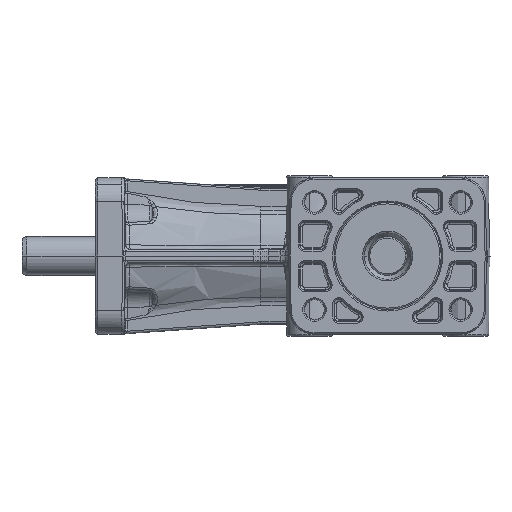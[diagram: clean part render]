
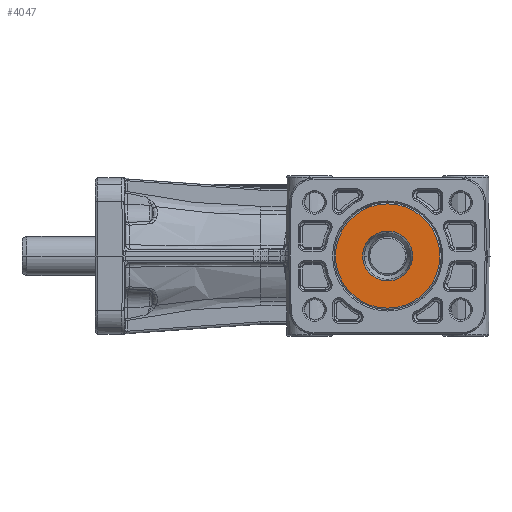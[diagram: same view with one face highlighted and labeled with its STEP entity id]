
A CAD part, left-side view. The second image highlights one B-rep face of the part: STEP entity #4047.
In plain terms, the highlighted planar face has unit normal (-1, 0, 0).
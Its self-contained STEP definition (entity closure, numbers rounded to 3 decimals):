
#4047=ADVANCED_FACE('',(#10397,#10398),#10399,.T.);
#10397=FACE_OUTER_BOUND('',#20789,.T.);
#10398=FACE_BOUND('',#20790,.T.);
#10399=PLANE('',#20791);
#20789=EDGE_LOOP('',(#108795,#108796,#108797));
#20790=EDGE_LOOP('',(#108798,#108799));
#20791=AXIS2_PLACEMENT_3D('',#108800,#108801,#108802);
#108795=ORIENTED_EDGE('',*,*,#128494,.F.);
#108796=ORIENTED_EDGE('',*,*,#128493,.F.);
#108797=ORIENTED_EDGE('',*,*,#128644,.F.);
#108798=ORIENTED_EDGE('',*,*,#128642,.T.);
#108799=ORIENTED_EDGE('',*,*,#128499,.T.);
#108800=CARTESIAN_POINT('',(-31.5,7.914,0.0));
#108801=DIRECTION('',(-1.0,0.0,0.0));
#108802=DIRECTION('',(0.0,0.0,1.0));
#128493=EDGE_CURVE('',#140027,#140029,#140030,.T.);
#128494=EDGE_CURVE('',#140029,#140031,#140032,.T.);
#128499=EDGE_CURVE('',#140040,#140037,#140041,.T.);
#128642=EDGE_CURVE('',#140037,#140040,#140249,.T.);
#128644=EDGE_CURVE('',#140031,#140027,#140251,.T.);
#140027=VERTEX_POINT('',#156800);
#140029=VERTEX_POINT('',#156802);
#140030=CIRCLE('',#156803,10.7);
#140031=VERTEX_POINT('',#156804);
#140032=CIRCLE('',#156805,10.7);
#140037=VERTEX_POINT('',#156810);
#140040=VERTEX_POINT('',#156814);
#140041=CIRCLE('',#156815,5.128);
#140249=CIRCLE('',#157733,5.128);
#140251=CIRCLE('',#157735,10.7);
#156800=CARTESIAN_POINT('',(-31.5,0.,-10.7));
#156802=CARTESIAN_POINT('',(-31.5,10.7,0.0));
#156803=AXIS2_PLACEMENT_3D('',#185903,#185904,#185905);
#156804=CARTESIAN_POINT('',(-31.5,0.,10.7));
#156805=AXIS2_PLACEMENT_3D('',#185906,#185907,#185908);
#156810=CARTESIAN_POINT('',(-31.5,5.128,0.0));
#156814=CARTESIAN_POINT('',(-31.5,-5.128,0.));
#156815=AXIS2_PLACEMENT_3D('',#185916,#185917,#185918);
#157733=AXIS2_PLACEMENT_3D('',#186069,#186070,#186071);
#157735=AXIS2_PLACEMENT_3D('',#186072,#186073,#186074);
#185903=CARTESIAN_POINT('',(-31.5,0.0,0.0));
#185904=DIRECTION('',(1.0,0.0,0.0));
#185905=DIRECTION('',(0.0,1.0,0.0));
#185906=CARTESIAN_POINT('',(-31.5,0.0,0.0));
#185907=DIRECTION('',(1.0,0.0,0.0));
#185908=DIRECTION('',(0.0,1.0,0.0));
#185916=CARTESIAN_POINT('',(-31.5,0.0,0.0));
#185917=DIRECTION('',(1.0,0.0,0.0));
#185918=DIRECTION('',(0.0,1.0,0.0));
#186069=CARTESIAN_POINT('',(-31.5,0.0,0.0));
#186070=DIRECTION('',(1.0,0.0,0.0));
#186071=DIRECTION('',(0.0,1.0,0.0));
#186072=CARTESIAN_POINT('',(-31.5,0.0,0.0));
#186073=DIRECTION('',(1.0,0.0,0.0));
#186074=DIRECTION('',(0.0,1.0,0.0));
